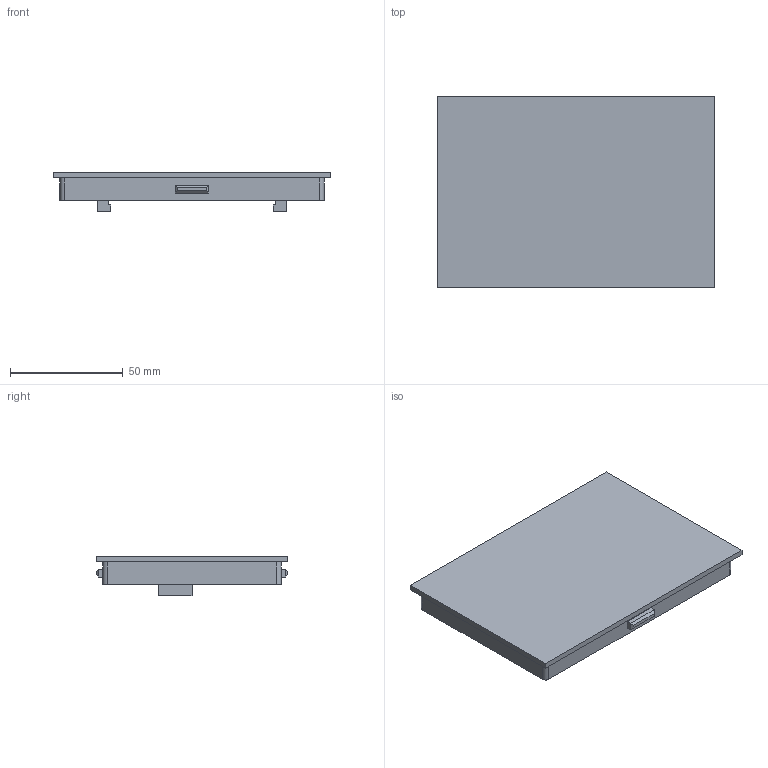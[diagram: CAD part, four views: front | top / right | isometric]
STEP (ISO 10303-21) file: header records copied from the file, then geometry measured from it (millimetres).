
FILE_DESCRIPTION( ( '' ), ' ' );
FILE_NAME( '5856fb6ef2c38c1059fd91ca.step', '2016-12-18T21:11:10', ( '' ), ( '' ), ' ', ' ', ' ' );
FILE_SCHEMA( ( 'AUTOMOTIVE_DESIGN { 1 0 10303 214 1 1 1 1 }' ) );
Length unit declared in the file: metre
Products named in the file (1): lid
Bounding box: 123 x 85 x 17.5 mm (x, y, z)
Volume: 41668.1 mm3; surface area: 30033.7 mm2
Topology: 1 solids, 1 shells, 68 faces, 160 edges, 100 vertices
Faces by surface type: plane 52, cylinder 16
Entity records: 2464 total; most frequent: CARTESIAN_POINT 329, ORIENTED_EDGE 320, DIRECTION 318, EDGE_CURVE 160, LINE 140, VECTOR 140, VERTEX_POINT 100, AXIS2_PLACEMENT_3D 89
